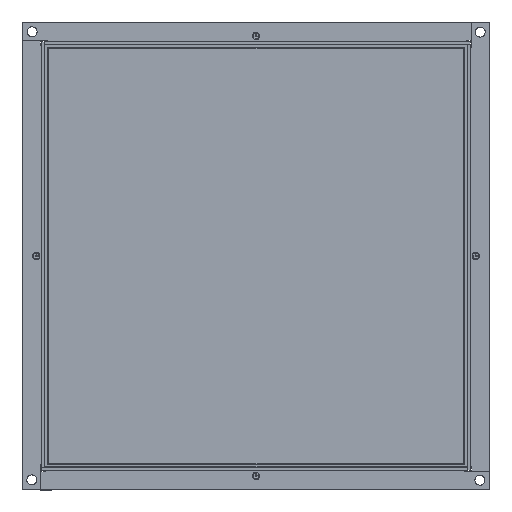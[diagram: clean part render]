
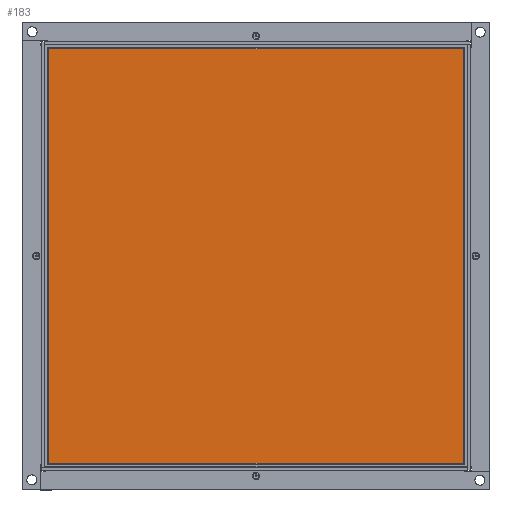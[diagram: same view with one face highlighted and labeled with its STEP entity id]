
A CAD part, top view. The second image highlights one B-rep face of the part: STEP entity #183.
In plain terms, the highlighted planar face has unit normal (0, 0, 1).
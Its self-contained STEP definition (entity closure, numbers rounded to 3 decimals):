
#183=ADVANCED_FACE('',(#481),#4150,.T.);
#481=FACE_OUTER_BOUND('',#775,.T.);
#775=EDGE_LOOP('',(#1601,#1602,#1603,#1604));
#1601=ORIENTED_EDGE('',*,*,#2577,.T.);
#1602=ORIENTED_EDGE('',*,*,#2578,.T.);
#1603=ORIENTED_EDGE('',*,*,#2579,.T.);
#1604=ORIENTED_EDGE('',*,*,#2580,.T.);
#2577=EDGE_CURVE('',#3769,#3770,#3123,.T.);
#2578=EDGE_CURVE('',#3770,#3771,#3124,.T.);
#2579=EDGE_CURVE('',#3771,#3772,#3125,.T.);
#2580=EDGE_CURVE('',#3772,#3769,#3126,.T.);
#3123=B_SPLINE_CURVE_WITH_KNOTS('',1,(#6814,#6815),.UNSPECIFIED.,.F.,.F.,
(2,2),(-375.,0.),.UNSPECIFIED.);
#3124=B_SPLINE_CURVE_WITH_KNOTS('',1,(#6816,#6817),.UNSPECIFIED.,.F.,.F.,
(2,2),(-375.,0.),.UNSPECIFIED.);
#3125=B_SPLINE_CURVE_WITH_KNOTS('',1,(#6818,#6819),.UNSPECIFIED.,.F.,.F.,
(2,2),(-375.,0.),.UNSPECIFIED.);
#3126=B_SPLINE_CURVE_WITH_KNOTS('',1,(#6820,#6821),.UNSPECIFIED.,.F.,.F.,
(2,2),(-375.,0.),.UNSPECIFIED.);
#3769=VERTEX_POINT('',#6806);
#3770=VERTEX_POINT('',#6807);
#3771=VERTEX_POINT('',#6808);
#3772=VERTEX_POINT('',#6809);
#4150=PLANE('',#4522);
#4522=AXIS2_PLACEMENT_3D('',#6800,#4723,$);
#4723=DIRECTION('',(0.,0.,1.));
#6800=CARTESIAN_POINT('',(-216.501,-436.901,6.));
#6806=CARTESIAN_POINT('',(196.,-399.4,6.));
#6807=CARTESIAN_POINT('',(196.,-24.4,6.));
#6808=CARTESIAN_POINT('',(-179.,-24.4,6.));
#6809=CARTESIAN_POINT('',(-179.,-399.4,6.));
#6814=CARTESIAN_POINT('',(196.,-399.4,6.));
#6815=CARTESIAN_POINT('',(196.,-24.4,6.));
#6816=CARTESIAN_POINT('',(196.,-24.4,6.));
#6817=CARTESIAN_POINT('',(-179.,-24.4,6.));
#6818=CARTESIAN_POINT('',(-179.,-24.4,6.));
#6819=CARTESIAN_POINT('',(-179.,-399.4,6.));
#6820=CARTESIAN_POINT('',(-179.,-399.4,6.));
#6821=CARTESIAN_POINT('',(196.,-399.4,6.));
